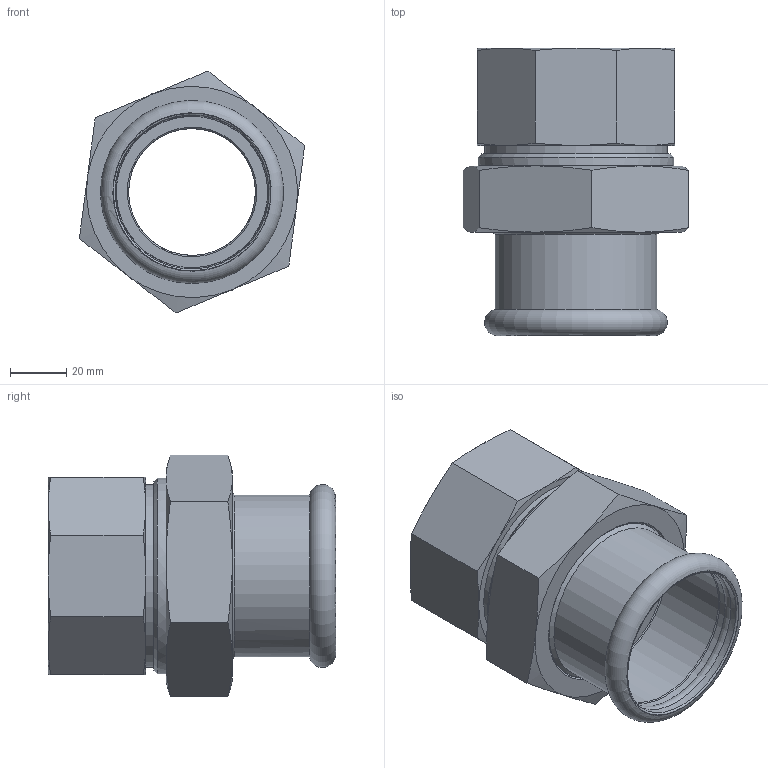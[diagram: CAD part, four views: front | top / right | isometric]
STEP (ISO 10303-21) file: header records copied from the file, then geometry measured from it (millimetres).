
FILE_DESCRIPTION(/* description */ (''),/* implementation_level */ '2;1');
FILE_NAME(/* name */ '384054001_Steelpres.stp',/* time_stamp */ '2022-10-21T16:24:45+02:00',/* author */ ('Vault'),/* organization */ ('Raccorderie metalliche s.p.a. '),/* preprocessor_version */ 'ST-DEVELOPER v18.1',/* originating_system */ 'Autodesk Inventor 2020',/* authorisation */ 'Raccorderie metalliche s.p.a. ');
FILE_SCHEMA (('AUTOMOTIVE_DESIGN { 1 0 10303 214 3 1 1 }'));
Length unit declared in the file: millimetre
Products named in the file (1): 384054001_Steelpres
Bounding box: 80.01 x 102 x 85.86 mm (x, y, z)
Volume: 159035.1 mm3; surface area: 54446.7 mm2
Topology: 1 solids, 1 shells, 95 faces, 236 edges, 155 vertices
Faces by surface type: cone 40, plane 30, cylinder 16, torus 9
Full cylindrical faces by diameter (mm): 45 x3, 54.5 x1, 54.7 x2, 56.656 x1, 57.5 x1, 60 x2, 60.4 x1, 63.8 x1, 65 x1, 65.5 x1, 66.5 x1, 69.4 x1
Entity records: 2881 total; most frequent: CARTESIAN_POINT 599, DIRECTION 510, ORIENTED_EDGE 472, EDGE_CURVE 236, AXIS2_PLACEMENT_3D 234, VERTEX_POINT 155, CIRCLE 138, EDGE_LOOP 109
